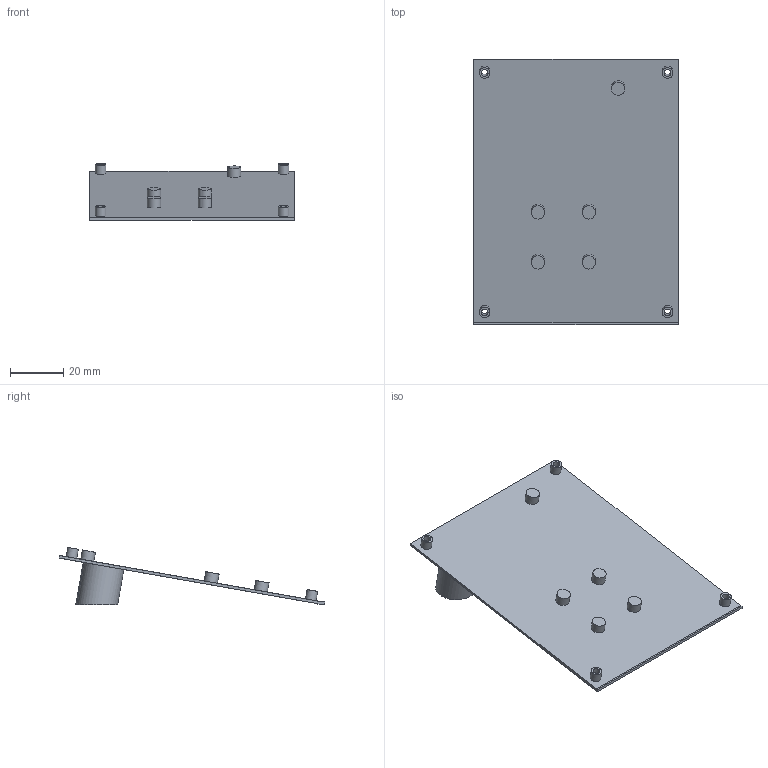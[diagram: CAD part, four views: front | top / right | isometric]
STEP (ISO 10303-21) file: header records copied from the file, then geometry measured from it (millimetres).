
FILE_DESCRIPTION(/* description */ ('KiCad electronic assembly'),/* implementation_level */ '2;1');
FILE_NAME(/* name */ 'johnpad-nopcb.step',/* time_stamp */ '2024-10-01T16:31:13-05:00',/* author */ (''),/* organization */ (''),/* preprocessor_version */ 'ST-DEVELOPER v20',/* originating_system */ 'Autodesk Translation Framework v13.20.0.188',/* authorisation */ '');
FILE_SCHEMA (('AUTOMOTIVE_DESIGN { 1 0 10303 214 3 1 1 }'));
Length unit declared in the file: millimetre
Products named in the file (1): hackpad 1
Bounding box: 76.45 x 99.37 x 21.41 mm (x, y, z)
Volume: 13350.8 mm3; surface area: 17729.3 mm2
Topology: 1 solids, 1 shells, 36 faces, 69 edges, 46 vertices
Faces by surface type: plane 21, cylinder 15
Full cylindrical faces by diameter (mm): 2.529 x4, 4 x4, 5 x5, 15 x2
Entity records: 972 total; most frequent: DIRECTION 173, CARTESIAN_POINT 152, ORIENTED_EDGE 138, EDGE_CURVE 69, AXIS2_PLACEMENT_3D 67, EDGE_LOOP 55, VERTEX_POINT 46, LINE 39
